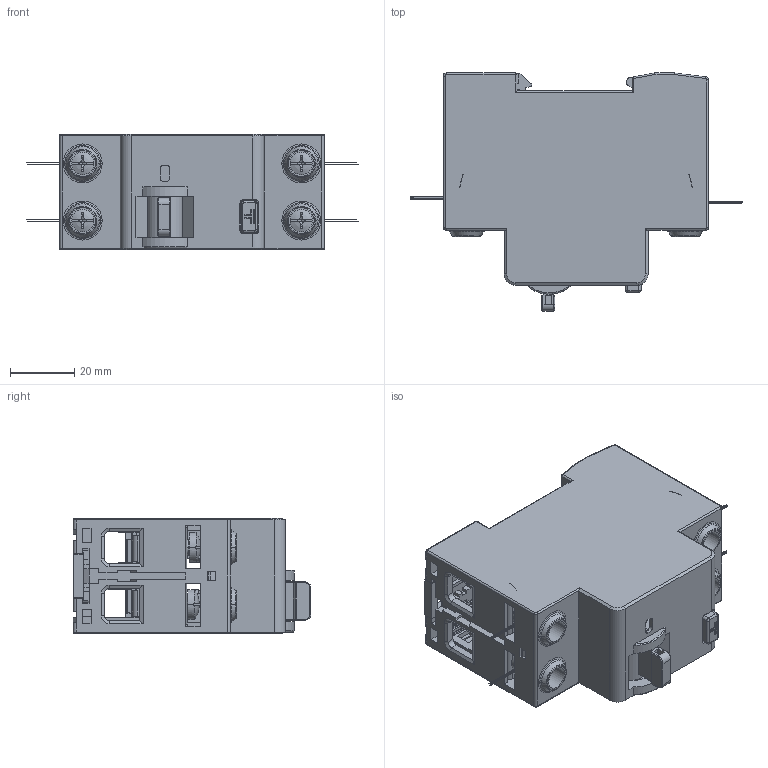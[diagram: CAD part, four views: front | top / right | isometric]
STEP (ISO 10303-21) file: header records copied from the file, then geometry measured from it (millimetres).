
FILE_DESCRIPTION((''),'2;1');
FILE_NAME('3VR-80-2P_ASM','2020-06-29T',('linxiao.guan'),(''),'PRO/ENGINEER BY PARAMETRIC TECHNOLOGY CORPORATION, 2015440','PRO/ENGINEER BY PARAMETRIC TECHNOLOGY CORPORATION, 2015440','');
FILE_SCHEMA(('CONFIG_CONTROL_DESIGN'));
Products named in the file (3): 2DLX_253_041_1-64_ASM_SW0003; 1111111111111111; 3VR-80-2P_ASM
Assembly tree (5 placements, depth 2):
  3VR-80-2P_ASM
    2DLX_253_041_1-64_ASM_SW0003
    1111111111111111  x4
Bounding box: 103.43 x 74.1 x 36 mm (x, y, z)
Volume: 45547.2 mm3; surface area: 54148.7 mm2
Topology: 3 solids, 23 shells, 2091 faces, 6263 edges, 4101 vertices
Faces by surface type: plane 1617, cylinder 288, torus 70, cone 66, sphere 18, bspline 16, extrusion 16
Entity records: 65708 total; most frequent: CARTESIAN_POINT 12952, ORIENTED_EDGE 11528, DIRECTION 10305, EDGE_CURVE 5781, VECTOR 4893, LINE 4889, VERTEX_POINT 3780, AXIS2_PLACEMENT_3D 2706
